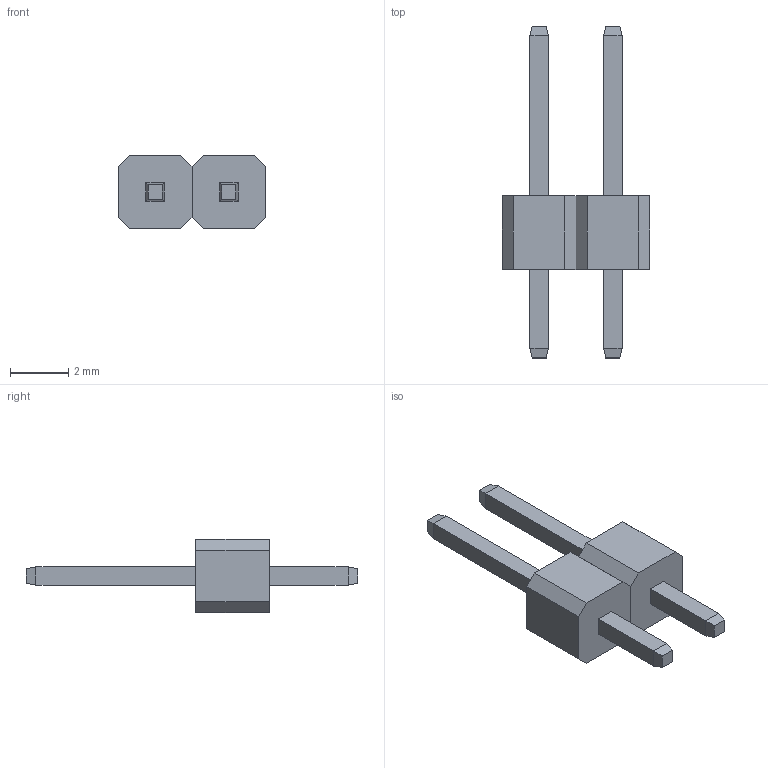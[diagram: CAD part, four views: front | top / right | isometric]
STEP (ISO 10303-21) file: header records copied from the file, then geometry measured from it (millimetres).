
FILE_DESCRIPTION (( 'STEP AP214' ), '1' );
FILE_NAME ('PBC02SAAN.STEP', '2024-09-03T03:31:08', ( '' ), ( '' ), 'SwSTEP 2.0', 'SolidWorks 2021', '' );
FILE_SCHEMA (( 'AUTOMOTIVE_DESIGN' ));
Length unit declared in the file: millimetre
Products named in the file (3): PBC02SAAN; GBC36SAAN_GC02S; Pin - Gold and Tin_AA
Assembly tree (3 placements, depth 2):
  PBC02SAAN
    GBC36SAAN_GC02S
    Pin - Gold and Tin_AA  x2
Bounding box: 5.08 x 11.43 x 2.54 mm (x, y, z)
Volume: 38.4 mm3; surface area: 143.3 mm2
Topology: 6 solids, 6 shells, 68 faces, 152 edges, 96 vertices
Faces by surface type: plane 68
Entity records: 1586 total; most frequent: CARTESIAN_POINT 238, ORIENTED_EDGE 224, DIRECTION 220, VECTOR 112, LINE 112, EDGE_CURVE 112, VERTEX_POINT 72, AXIS2_PLACEMENT_3D 54
